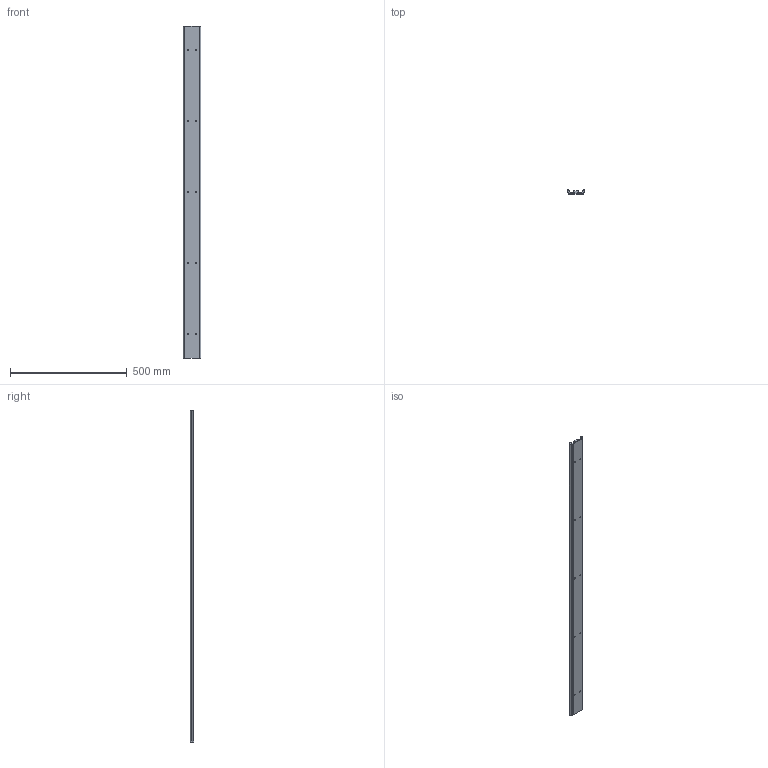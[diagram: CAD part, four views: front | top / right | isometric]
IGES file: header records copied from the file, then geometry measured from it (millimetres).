
Start section: SolidWorks IGES file using analytic representation for surfaces
Global section: file name: 700-5900-048.IGS; native system: SolidWorks 2019; preprocessor: SolidWorks 2019; author: mike; date: 200518.165245; units: inch
Bounding box: 76.04 x 15.57 x 1422.4 mm (x, y, z)
Surface area: 328658.2 mm2 (no closed solid volume)
Topology: 0 solids, 0 shells, 79 faces, 1176 edges, 1176 vertices
Faces by surface type: revolution 55, bspline 24
